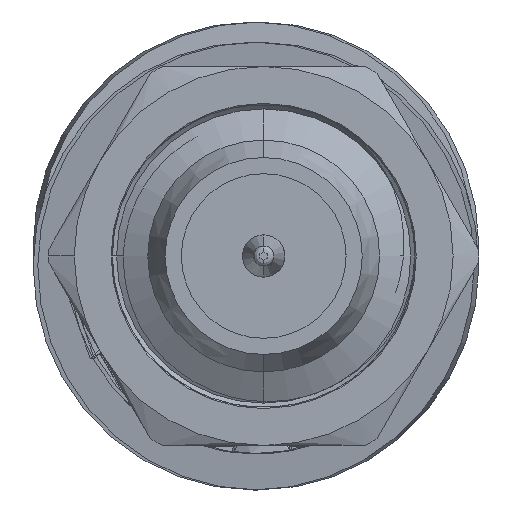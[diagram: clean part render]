
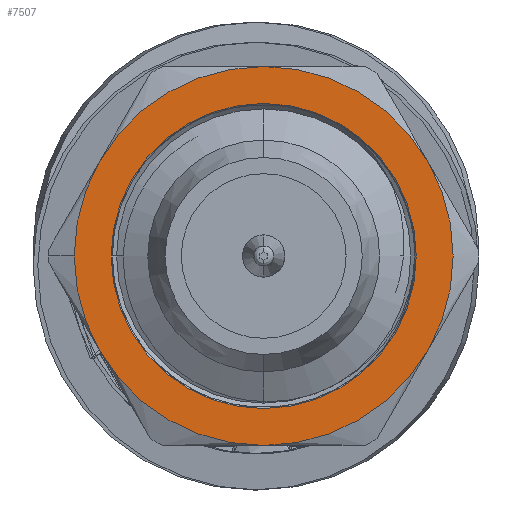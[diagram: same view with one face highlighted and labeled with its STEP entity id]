
A CAD part, left-side view. The second image highlights one B-rep face of the part: STEP entity #7507.
In plain terms, the highlighted face is planar.
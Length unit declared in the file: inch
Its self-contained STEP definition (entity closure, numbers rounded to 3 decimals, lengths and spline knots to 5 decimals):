
#212 = DIRECTION ( 'NONE',  ( 1., 0., 0. ) ) ;
#312 = ORIENTED_EDGE ( 'NONE', *, *, #375, .T. ) ;
#375 = EDGE_CURVE ( 'NONE', #4348, #1314, #1735, .T. ) ;
#395 = CARTESIAN_POINT ( 'NONE',  ( 0.12602, 0., -0.03 ) ) ;
#484 = EDGE_CURVE ( 'NONE', #2959, #3134, #6249, .T. ) ;
#732 = DIRECTION ( 'NONE',  ( 0., 0., -1. ) ) ;
#912 = EDGE_LOOP ( 'NONE', ( #7477, #7680 ) ) ;
#1078 = FACE_BOUND ( 'NONE', #912, .T. ) ;
#1121 = AXIS2_PLACEMENT_3D ( 'NONE', #5238, #2713, #212 ) ;
#1192 = DIRECTION ( 'NONE',  ( 0., 0., -1. ) ) ;
#1194 = VERTEX_POINT ( 'NONE', #395 ) ;
#1258 = EDGE_CURVE ( 'NONE', #1194, #4309, #7957, .T. ) ;
#1314 = VERTEX_POINT ( 'NONE', #1346 ) ;
#1346 = CARTESIAN_POINT ( 'NONE',  ( 0., 0.1565, -0.03 ) ) ;
#1366 = ORIENTED_EDGE ( 'NONE', *, *, #2471, .T. ) ;
#1395 = VERTEX_POINT ( 'NONE', #2569 ) ;
#1426 = CIRCLE ( 'NONE', #2341, 0.1565 ) ;
#1474 = DIRECTION ( 'NONE',  ( 0., 0., -1. ) ) ;
#1580 = DIRECTION ( 'NONE',  ( 0., 0., 1. ) ) ;
#1622 = DIRECTION ( 'NONE',  ( 0., 0., 1. ) ) ;
#1735 = CIRCLE ( 'NONE', #5220, 0.1565 ) ;
#1867 = DIRECTION ( 'NONE',  ( 0., 0., -1. ) ) ;
#2311 = EDGE_CURVE ( 'NONE', #3134, #8205, #6912, .T. ) ;
#2341 = AXIS2_PLACEMENT_3D ( 'NONE', #2560, #732, #5124 ) ;
#2363 = EDGE_CURVE ( 'NONE', #8205, #4348, #4488, .T. ) ;
#2379 = CARTESIAN_POINT ( 'NONE',  ( -0.13553, 0.07825, -0.03 ) ) ;
#2471 = EDGE_CURVE ( 'NONE', #5103, #2959, #1426, .T. ) ;
#2508 = DIRECTION ( 'NONE',  ( 0., 0., 1. ) ) ;
#2560 = CARTESIAN_POINT ( 'NONE',  ( 0., 0., -0.03 ) ) ;
#2569 = CARTESIAN_POINT ( 'NONE',  ( 0.13553, 0.07825, -0.03 ) ) ;
#2652 = DIRECTION ( 'NONE',  ( 1., 0., 0. ) ) ;
#2713 = DIRECTION ( 'NONE',  ( 0., 0., 1. ) ) ;
#2743 = EDGE_CURVE ( 'NONE', #1395, #5103, #7995, .T. ) ;
#2819 = CARTESIAN_POINT ( 'NONE',  ( 0., 0., -0.03 ) ) ;
#2959 = VERTEX_POINT ( 'NONE', #6960 ) ;
#3098 = CARTESIAN_POINT ( 'NONE',  ( 0., 0., -0.03 ) ) ;
#3134 = VERTEX_POINT ( 'NONE', #3783 ) ;
#3230 = DIRECTION ( 'NONE',  ( 1., 0., 0. ) ) ;
#3260 = CARTESIAN_POINT ( 'NONE',  ( 0., 0., -0.03 ) ) ;
#3522 = FACE_OUTER_BOUND ( 'NONE', #6064, .T. ) ;
#3539 = AXIS2_PLACEMENT_3D ( 'NONE', #3098, #1192, #2652 ) ;
#3560 = CARTESIAN_POINT ( 'NONE',  ( 0.1565, 0., -0.03 ) ) ;
#3561 = DIRECTION ( 'NONE',  ( 1., 0., 0. ) ) ;
#3608 = PLANE ( 'NONE',  #5686 ) ;
#3648 = DIRECTION ( 'NONE',  ( 1., 0., 0. ) ) ;
#3720 = CARTESIAN_POINT ( 'NONE',  ( 0., 0., -0.03 ) ) ;
#3725 = DIRECTION ( 'NONE',  ( 0., 0., -1. ) ) ;
#3783 = CARTESIAN_POINT ( 'NONE',  ( 0., -0.1565, -0.03 ) ) ;
#4258 = CARTESIAN_POINT ( 'NONE',  ( -0.12602, 0., -0.03 ) ) ;
#4309 = VERTEX_POINT ( 'NONE', #4258 ) ;
#4348 = VERTEX_POINT ( 'NONE', #2379 ) ;
#4488 = CIRCLE ( 'NONE', #8257, 0.1565 ) ;
#4694 = ORIENTED_EDGE ( 'NONE', *, *, #2363, .T. ) ;
#4933 = EDGE_CURVE ( 'NONE', #4309, #1194, #8054, .T. ) ;
#5046 = AXIS2_PLACEMENT_3D ( 'NONE', #5541, #3725, #3561 ) ;
#5103 = VERTEX_POINT ( 'NONE', #3560 ) ;
#5124 = DIRECTION ( 'NONE',  ( 1., 0., 0. ) ) ;
#5220 = AXIS2_PLACEMENT_3D ( 'NONE', #2819, #7404, #5464 ) ;
#5238 = CARTESIAN_POINT ( 'NONE',  ( 0., 0., -0.03 ) ) ;
#5416 = DIRECTION ( 'NONE',  ( 1., 0., 0. ) ) ;
#5464 = DIRECTION ( 'NONE',  ( 1., 0., 0. ) ) ;
#5541 = CARTESIAN_POINT ( 'NONE',  ( 0., 0., -0.03 ) ) ;
#5607 = ORIENTED_EDGE ( 'NONE', *, *, #2311, .T. ) ;
#5637 = CARTESIAN_POINT ( 'NONE',  ( 0., 0., -0.03 ) ) ;
#5686 = AXIS2_PLACEMENT_3D ( 'NONE', #5637, #1622, #3648 ) ;
#5692 = CIRCLE ( 'NONE', #7580, 0.1565 ) ;
#6009 = CARTESIAN_POINT ( 'NONE',  ( 0., 0., -0.03 ) ) ;
#6064 = EDGE_LOOP ( 'NONE', ( #6313, #1366, #7192, #5607, #4694, #312, #6719 ) ) ;
#6249 = CIRCLE ( 'NONE', #5046, 0.1565 ) ;
#6313 = ORIENTED_EDGE ( 'NONE', *, *, #2743, .T. ) ;
#6474 = EDGE_CURVE ( 'NONE', #1395, #1314, #5692, .T. ) ;
#6719 = ORIENTED_EDGE ( 'NONE', *, *, #6474, .F. ) ;
#6912 = CIRCLE ( 'NONE', #3539, 0.1565 ) ;
#6960 = CARTESIAN_POINT ( 'NONE',  ( 0.13553, -0.07825, -0.03 ) ) ;
#6972 = CARTESIAN_POINT ( 'NONE',  ( 0., 0., -0.03 ) ) ;
#7017 = DIRECTION ( 'NONE',  ( 1., 0., 0. ) ) ;
#7192 = ORIENTED_EDGE ( 'NONE', *, *, #484, .T. ) ;
#7226 = DIRECTION ( 'NONE',  ( 1., 0., 0. ) ) ;
#7262 = AXIS2_PLACEMENT_3D ( 'NONE', #6009, #1580, #5416 ) ;
#7404 = DIRECTION ( 'NONE',  ( 0., 0., -1. ) ) ;
#7477 = ORIENTED_EDGE ( 'NONE', *, *, #4933, .T. ) ;
#7507 = ADVANCED_FACE ( 'NONE', ( #1078, #3522 ), #3608, .F. ) ;
#7556 = CARTESIAN_POINT ( 'NONE',  ( -0.13553, -0.07825, -0.03 ) ) ;
#7580 = AXIS2_PLACEMENT_3D ( 'NONE', #6972, #2508, #7017 ) ;
#7680 = ORIENTED_EDGE ( 'NONE', *, *, #1258, .T. ) ;
#7863 = AXIS2_PLACEMENT_3D ( 'NONE', #3260, #1474, #7226 ) ;
#7957 = CIRCLE ( 'NONE', #1121, 0.12602 ) ;
#7995 = CIRCLE ( 'NONE', #7863, 0.1565 ) ;
#8054 = CIRCLE ( 'NONE', #7262, 0.12602 ) ;
#8205 = VERTEX_POINT ( 'NONE', #7556 ) ;
#8257 = AXIS2_PLACEMENT_3D ( 'NONE', #3720, #1867, #3230 ) ;
